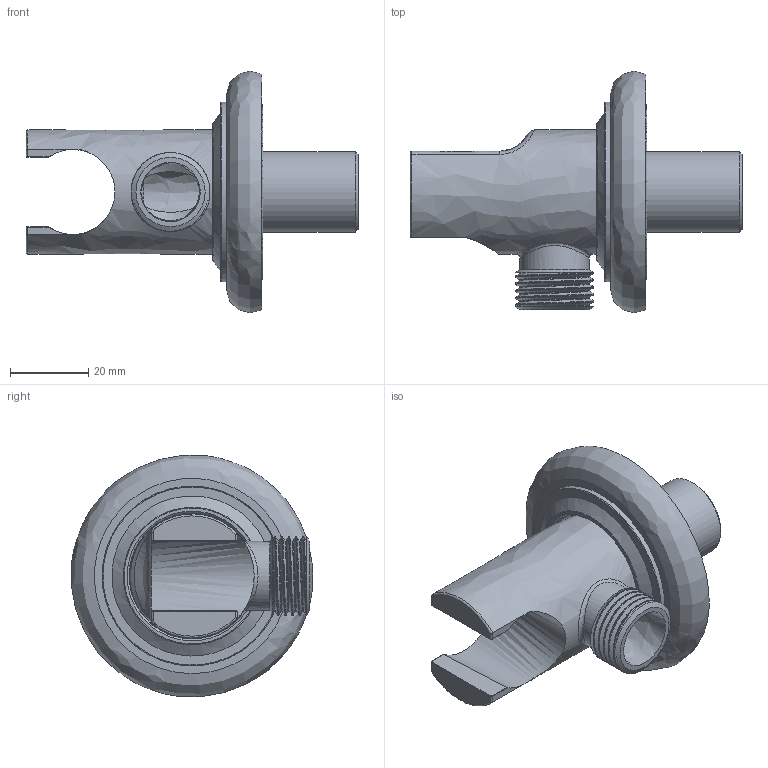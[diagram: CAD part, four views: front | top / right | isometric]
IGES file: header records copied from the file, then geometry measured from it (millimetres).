
Global section: file name: V266 WALL BRACKET; native system: Autodesk Inventor 2018; preprocessor: unknown; author: rclarke; date: 20180926.142516; units: millimetre
Bounding box: 85 x 61.86 x 61.86 mm (x, y, z)
Volume: 52261.3 mm3; surface area: 24359.2 mm2
Topology: 5 solids, 5 shells, 110 faces, 294 edges, 200 vertices
Faces by surface type: bspline 110
